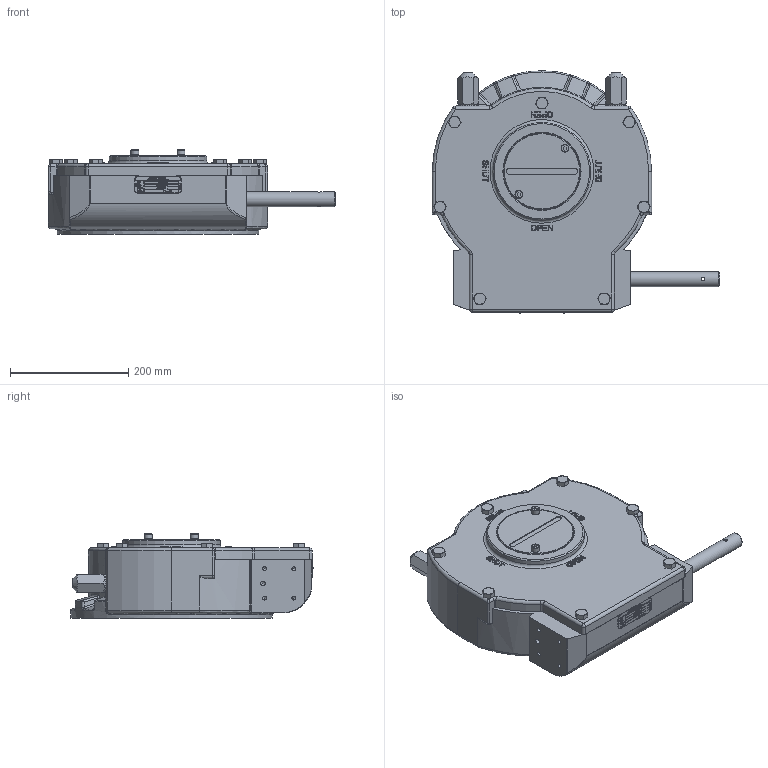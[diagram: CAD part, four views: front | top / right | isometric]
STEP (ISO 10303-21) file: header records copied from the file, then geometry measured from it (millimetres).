
FILE_DESCRIPTION(/* description */ ('Unknown'),/* implementation_level */ '2;1');
FILE_NAME(/* name */ 'AB6800SS LH r01',/* time_stamp */ '2018-07-13T08:10:26+02:00',/* author */ ('Unknown'),/* organization */ ('Unknown'),/* preprocessor_version */ 'ST-DEVELOPER v16.7',/* originating_system */ 'DEX',/* authorisation */ $);
FILE_SCHEMA (('AP203_CONFIGURATION_CONTROLLED_3D_DESIGN_OF_MECHANICAL_PARTS_AND_ASSEMBLIES_MIM_LF { 1 0 10303 203 3 1 4 }','AUTOMOTIVE_DESIGN {1 0 10303 214 3 1 1}'));
Length unit declared in the file: millimetre
Products named in the file (1): AB6800SS LH
Bounding box: 485 x 409.5 x 142.9 mm (x, y, z)
Volume: 13949909.7 mm3; surface area: 476042.6 mm2
Topology: 1 solids, 1 shells, 1744 faces, 4364 edges, 2833 vertices
Faces by surface type: plane 1209, bspline 276, cylinder 126, cone 73, torus 34, sphere 26
Full cylindrical faces by diameter (mm): 2.9 x2, 6 x1, 6.647 x16, 8 x4, 8.7 x2, 9 x2, 13 x2, 13.27 x2, 25 x1, 30 x1, 37 x2, 38 x2, 120 x1, 129 x1, 130 x2, 165 x1, 340 x1
Entity records: 74179 total; most frequent: CARTESIAN_POINT 23827, ORIENTED_EDGE 8418, DIRECTION 6368, EDGE_CURVE 4209, VERTEX_POINT 2800, LINE 2582, VECTOR 2582, FACE_BOUND 2091
